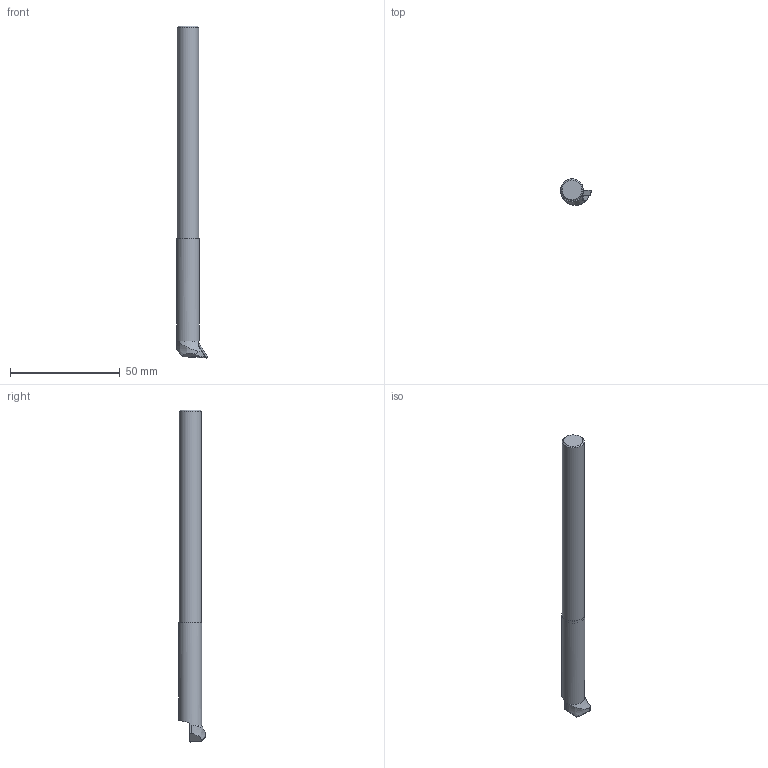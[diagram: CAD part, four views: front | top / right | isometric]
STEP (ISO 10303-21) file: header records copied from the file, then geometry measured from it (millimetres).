
FILE_DESCRIPTION(/* description */ (''),/* implementation_level */ '2;1');
FILE_NAME(/* name */ '1545387834152.stp',/* time_stamp */ '2018-12-21T11:24:07+01:00',/* author */ (''),/* organization */ ('SMS'),/* preprocessor_version */ 'ST-DEVELOPER v15',/* originating_system */ 'SIEMENS PLM Software NX 8.5',/* authorisation */ '');
FILE_SCHEMA (('AUTOMOTIVE_DESIGN { 1 0 10303 214 3 1 1 1 }'));
Length unit declared in the file: millimetre
Products named in the file (4): IsoTurningInsert; ASSEMBLY_CONSTRUCTION; 202036953mod000_00; 202036954mod000_00
Assembly tree (3 placements, depth 2):
  202036954mod000_00
    202036953mod000_00
    ASSEMBLY_CONSTRUCTION
    IsoTurningInsert
Bounding box: 14.1 x 12.08 x 151.25 mm (x, y, z)
Volume: 10439.3 mm3; surface area: 6177.7 mm2
Topology: 2 solids, 3 shells, 45 faces, 113 edges, 79 vertices
Faces by surface type: plane 24, cone 9, cylinder 8, extrusion 2, torus 2
Full cylindrical faces by diameter (mm): 2.8 x1, 7.55 x1, 8.4 x1, 10 x1, 10.45 x1
Entity records: 1508 total; most frequent: CARTESIAN_POINT 357, DIRECTION 221, ORIENTED_EDGE 180, EDGE_CURVE 90, AXIS2_PLACEMENT_3D 87, VERTEX_POINT 65, EDGE_LOOP 61, VECTOR 47
